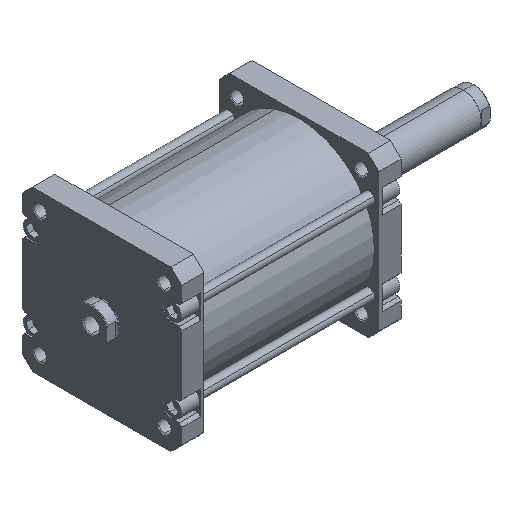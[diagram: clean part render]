
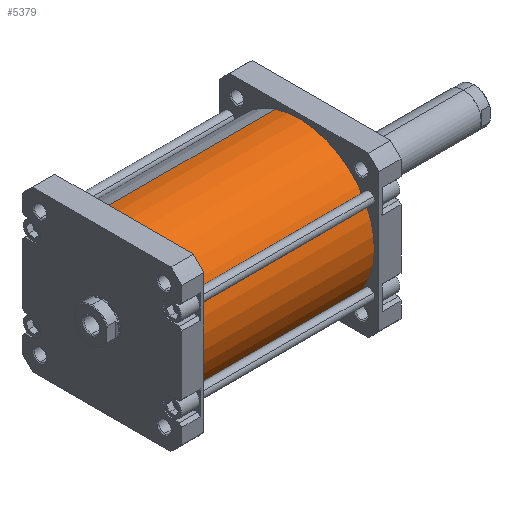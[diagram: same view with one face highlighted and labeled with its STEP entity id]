
A CAD part, isometric view. The second image highlights one B-rep face of the part: STEP entity #5379.
In plain terms, the highlighted cylindrical face has radius 85 mm (diameter 170 mm), a partial arc.
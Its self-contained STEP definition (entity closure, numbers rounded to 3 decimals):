
#144 = CARTESIAN_POINT ( 'NONE',  ( -85., 0., 197. ) ) ;
#147 = CARTESIAN_POINT ( 'NONE',  ( 85., 0., 197. ) ) ;
#154 = DIRECTION ( 'NONE',  ( 0., 0., -1. ) ) ;
#158 = DIRECTION ( 'NONE',  ( 0., 0., -1. ) ) ;
#159 = CARTESIAN_POINT ( 'NONE',  ( 0., 0., 197. ) ) ;
#160 = CARTESIAN_POINT ( 'NONE',  ( 0., 0., 0. ) ) ;
#161 = DIRECTION ( 'NONE',  ( 0., 0., 1. ) ) ;
#162 = DIRECTION ( 'NONE',  ( 1., 0., 0. ) ) ;
#167 = DIRECTION ( 'NONE',  ( 0., 0., 1. ) ) ;
#168 = DIRECTION ( 'NONE',  ( 1., 0., 0. ) ) ;
#1092 = DIRECTION ( 'NONE',  ( -1., 0., 0. ) ) ;
#1093 = DIRECTION ( 'NONE',  ( 0., 0., -1. ) ) ;
#1094 = CARTESIAN_POINT ( 'NONE',  ( 0., 0., 197. ) ) ;
#1550 = FACE_OUTER_BOUND ( 'NONE', #2852, .T. ) ;
#1558 = CYLINDRICAL_SURFACE ( 'NONE', #6059, 85. ) ;
#2852 = EDGE_LOOP ( 'NONE', ( #2871, #2870, #2869, #2868 ) ) ;
#2868 = ORIENTED_EDGE ( 'NONE', *, *, #5055, .T. ) ;
#2869 = ORIENTED_EDGE ( 'NONE', *, *, #5052, .T. ) ;
#2870 = ORIENTED_EDGE ( 'NONE', *, *, #5053, .F. ) ;
#2871 = ORIENTED_EDGE ( 'NONE', *, *, #5050, .F. ) ;
#3469 = VECTOR ( 'NONE', #154, 1000. ) ;
#3477 = VECTOR ( 'NONE', #158, 1000. ) ;
#3480 = LINE ( 'NONE', #147, #3469 ) ;
#3482 = LINE ( 'NONE', #144, #3477 ) ;
#3485 = CIRCLE ( 'NONE', #5718, 85. ) ;
#3489 = CIRCLE ( 'NONE', #5724, 85. ) ;
#4577 = CARTESIAN_POINT ( 'NONE',  ( 85., 0., 197. ) ) ;
#4584 = CARTESIAN_POINT ( 'NONE',  ( 85., 0., 0. ) ) ;
#4590 = CARTESIAN_POINT ( 'NONE',  ( -85., 0., 0. ) ) ;
#4591 = CARTESIAN_POINT ( 'NONE',  ( -85., 0., 197. ) ) ;
#5050 = EDGE_CURVE ( 'NONE', #5939, #5955, #3480, .T. ) ;
#5052 = EDGE_CURVE ( 'NONE', #5969, #5967, #3482, .T. ) ;
#5053 = EDGE_CURVE ( 'NONE', #5969, #5939, #3485, .T. ) ;
#5055 = EDGE_CURVE ( 'NONE', #5967, #5955, #3489, .T. ) ;
#5379 = ADVANCED_FACE ( 'NONE', ( #1550 ), #1558, .T. ) ;
#5718 = AXIS2_PLACEMENT_3D ( 'NONE', #159, #161, #162 ) ;
#5724 = AXIS2_PLACEMENT_3D ( 'NONE', #160, #167, #168 ) ;
#5939 = VERTEX_POINT ( 'NONE', #4577 ) ;
#5955 = VERTEX_POINT ( 'NONE', #4584 ) ;
#5967 = VERTEX_POINT ( 'NONE', #4590 ) ;
#5969 = VERTEX_POINT ( 'NONE', #4591 ) ;
#6059 = AXIS2_PLACEMENT_3D ( 'NONE', #1094, #1093, #1092 ) ;
